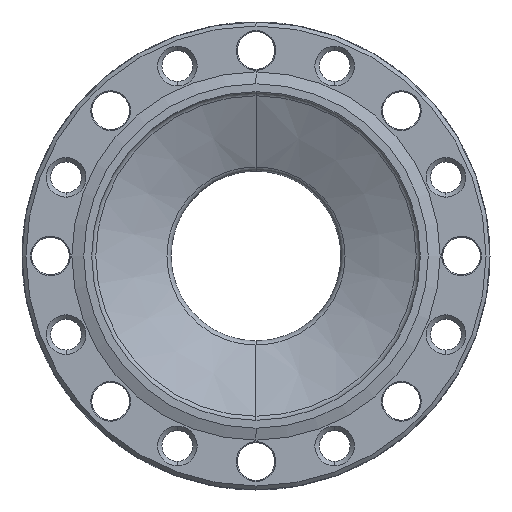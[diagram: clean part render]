
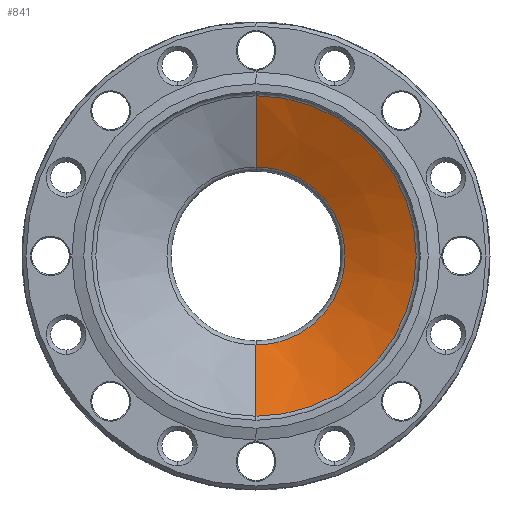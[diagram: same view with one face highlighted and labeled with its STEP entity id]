
A CAD part, left-side view. The second image highlights one B-rep face of the part: STEP entity #841.
In plain terms, the highlighted conical face has half-angle 65 degrees and reference radius 35.913 mm.
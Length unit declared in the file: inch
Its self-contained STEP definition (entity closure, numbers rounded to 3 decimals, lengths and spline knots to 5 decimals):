
#454 = EDGE_CURVE ( 'NONE', #25921, #10061, #22269, .T. ) ;
#798 = DIRECTION ( 'NONE',  ( -1., 0., 0. ) ) ;
#841 = ADVANCED_FACE ( 'NONE', ( #8605 ), #6629, .F. ) ;
#1495 = AXIS2_PLACEMENT_3D ( 'NONE', #1917, #798, #21358 ) ;
#1917 = CARTESIAN_POINT ( 'NONE',  ( 0.6744, 0., 0. ) ) ;
#2199 = EDGE_CURVE ( 'NONE', #11654, #10061, #21352, .T. ) ;
#4115 = VECTOR ( 'NONE', #11068, 39.37008 ) ;
#5842 = EDGE_CURVE ( 'NONE', #16449, #25921, #6996, .T. ) ;
#6188 = DIRECTION ( 'NONE',  ( 0., 0., 1. ) ) ;
#6629 = CONICAL_SURFACE ( 'NONE', #10228, 1.41391, 1.134 ) ;
#6718 = AXIS2_PLACEMENT_3D ( 'NONE', #18606, #18520, #6188 ) ;
#6996 = LINE ( 'NONE', #17230, #4115 ) ;
#7072 = DIRECTION ( 'NONE',  ( -0.423, 0., 0.906 ) ) ;
#7212 = CARTESIAN_POINT ( 'NONE',  ( 0.38164, 0., 1.41391 ) ) ;
#8605 = FACE_OUTER_BOUND ( 'NONE', #9456, .T. ) ;
#9456 = EDGE_LOOP ( 'NONE', ( #13260, #22316, #13854, #12371 ) ) ;
#10061 = VERTEX_POINT ( 'NONE', #7212 ) ;
#10228 = AXIS2_PLACEMENT_3D ( 'NONE', #21906, #11616, #21985 ) ;
#11068 = DIRECTION ( 'NONE',  ( -0.423, 0., -0.906 ) ) ;
#11616 = DIRECTION ( 'NONE',  ( -1., 0., 0. ) ) ;
#11654 = VERTEX_POINT ( 'NONE', #23541 ) ;
#11981 = VECTOR ( 'NONE', #7072, 39.37008 ) ;
#12371 = ORIENTED_EDGE ( 'NONE', *, *, #2199, .F. ) ;
#12589 = CARTESIAN_POINT ( 'NONE',  ( 0.6744, 0., -0.78609 ) ) ;
#13260 = ORIENTED_EDGE ( 'NONE', *, *, #26731, .F. ) ;
#13854 = ORIENTED_EDGE ( 'NONE', *, *, #454, .T. ) ;
#14670 = CARTESIAN_POINT ( 'NONE',  ( 0.38164, 0., -1.41391 ) ) ;
#16449 = VERTEX_POINT ( 'NONE', #12589 ) ;
#17230 = CARTESIAN_POINT ( 'NONE',  ( 0.38164, 0., -1.41391 ) ) ;
#18520 = DIRECTION ( 'NONE',  ( -1., 0., 0. ) ) ;
#18606 = CARTESIAN_POINT ( 'NONE',  ( 0.38164, 0., 0. ) ) ;
#19512 = CARTESIAN_POINT ( 'NONE',  ( 0.38164, 0., 1.41391 ) ) ;
#21352 = LINE ( 'NONE', #19512, #11981 ) ;
#21358 = DIRECTION ( 'NONE',  ( 0., 0., 1. ) ) ;
#21412 = CIRCLE ( 'NONE', #1495, 0.78609 ) ;
#21906 = CARTESIAN_POINT ( 'NONE',  ( 0.38164, 0., 0. ) ) ;
#21985 = DIRECTION ( 'NONE',  ( 0., 0., 1. ) ) ;
#22269 = CIRCLE ( 'NONE', #6718, 1.41391 ) ;
#22316 = ORIENTED_EDGE ( 'NONE', *, *, #5842, .T. ) ;
#23541 = CARTESIAN_POINT ( 'NONE',  ( 0.6744, 0., 0.78609 ) ) ;
#25921 = VERTEX_POINT ( 'NONE', #14670 ) ;
#26731 = EDGE_CURVE ( 'NONE', #16449, #11654, #21412, .T. ) ;
